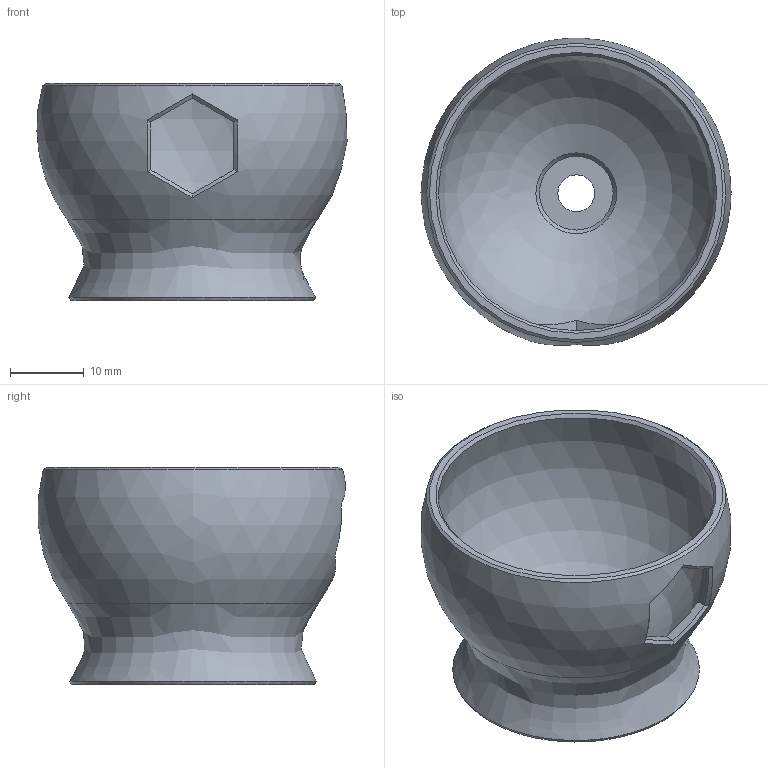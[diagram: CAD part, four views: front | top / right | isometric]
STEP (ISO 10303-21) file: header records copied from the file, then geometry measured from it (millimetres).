
FILE_DESCRIPTION(/* description */ (''),/* implementation_level */ '2;1');
FILE_NAME(/* name */ 'squash-foot.step',/* time_stamp */ '2020-10-20T15:18:48+02:00',/* author */ (''),/* organization */ (''),/* preprocessor_version */ 'ST-DEVELOPER v18.1',/* originating_system */ 'Autodesk Translation Framework v9.3.0.1241',/* authorisation */ '');
FILE_SCHEMA (('AUTOMOTIVE_DESIGN { 1 0 10303 214 3 1 1 }'));
Length unit declared in the file: millimetre
Products named in the file (1): foot_squash-ball
Bounding box: 42.11 x 41.71 x 29.5 mm (x, y, z)
Volume: 9029 mm3; surface area: 7647.8 mm2
Topology: 1 solids, 1 shells, 25 faces, 63 edges, 41 vertices
Faces by surface type: cone 10, plane 9, sphere 2, cylinder 2, bspline 2
Full cylindrical faces by diameter (mm): 5 x1, 10 x1
Entity records: 1003 total; most frequent: CARTESIAN_POINT 353, DIRECTION 135, ORIENTED_EDGE 126, EDGE_CURVE 63, AXIS2_PLACEMENT_3D 61, VERTEX_POINT 41, CIRCLE 37, EDGE_LOOP 30
